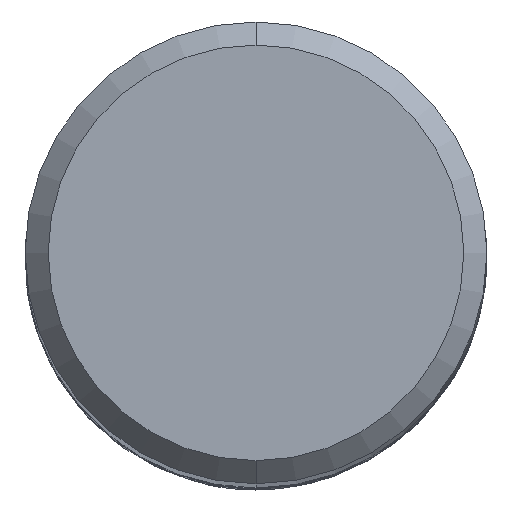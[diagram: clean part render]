
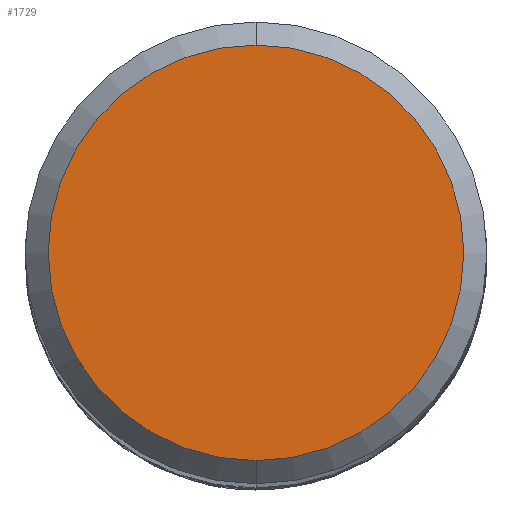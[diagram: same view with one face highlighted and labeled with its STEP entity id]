
A CAD part, top view. The second image highlights one B-rep face of the part: STEP entity #1729.
In plain terms, the highlighted planar face has unit normal (0, 0, 1).
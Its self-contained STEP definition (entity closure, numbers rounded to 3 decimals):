
#1217=VERTEX_POINT('',#2637);
#1273=EDGE_CURVE('',#1429,#1217,#2699,.T.);
#1429=VERTEX_POINT('',#2873);
#1729=ADVANCED_FACE('',(#3194),#3195,.T.);
#2013=EDGE_CURVE('',#1217,#1429,#3509,.T.);
#2637=CARTESIAN_POINT('',(0.,-3.6,0.0));
#2699=CIRCLE('',#9184,3.6);
#2873=CARTESIAN_POINT('',(0.0,3.6,0.0));
#3194=FACE_OUTER_BOUND('',#15304,.T.);
#3195=PLANE('',#15305);
#3509=CIRCLE('',#20052,3.6);
#9184=AXIS2_PLACEMENT_3D('',#21407,#21408,#21409);
#15304=EDGE_LOOP('',(#21865,#21866));
#15305=AXIS2_PLACEMENT_3D('',#21867,#21868,#21869);
#20052=AXIS2_PLACEMENT_3D('',#22165,#22166,#22167);
#21407=CARTESIAN_POINT('',(0.0,0.0,0.0));
#21408=DIRECTION('',(0.0,0.0,-1.0));
#21409=DIRECTION('',(0.0,1.0,0.0));
#21865=ORIENTED_EDGE('',*,*,#1273,.F.);
#21866=ORIENTED_EDGE('',*,*,#2013,.F.);
#21867=CARTESIAN_POINT('',(0.0,1.8,0.0));
#21868=DIRECTION('',(-0.0,0.0,1.0));
#21869=DIRECTION('',(0.0,-1.0,0.0));
#22165=CARTESIAN_POINT('',(0.0,0.0,0.0));
#22166=DIRECTION('',(0.0,0.0,-1.0));
#22167=DIRECTION('',(0.0,1.0,0.0));
